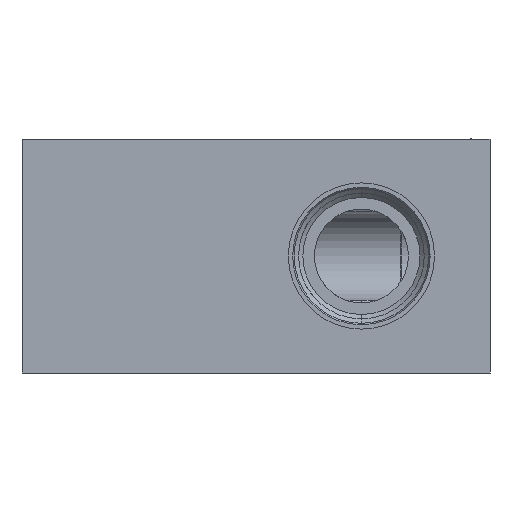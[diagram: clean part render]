
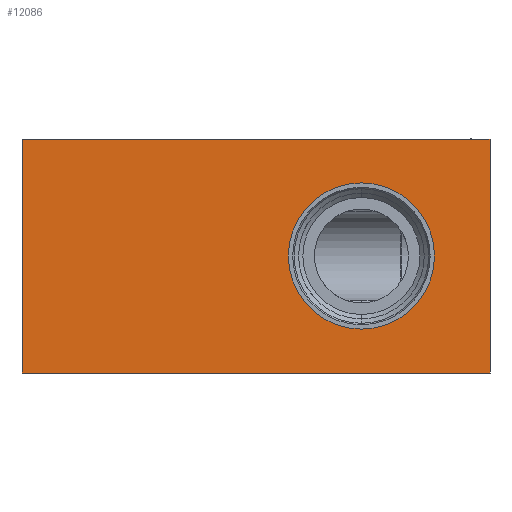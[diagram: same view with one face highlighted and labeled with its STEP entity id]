
A CAD part, front view. The second image highlights one B-rep face of the part: STEP entity #12086.
In plain terms, the highlighted planar face has unit normal (0, -1, 0).
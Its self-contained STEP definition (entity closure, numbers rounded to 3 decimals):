
#48 = ORIENTED_EDGE ( 'NONE', *, *, #4925, .T. ) ;
#401 = AXIS2_PLACEMENT_3D ( 'NONE', #15267, #17003, #16845 ) ;
#837 = CARTESIAN_POINT ( 'NONE',  ( 28.6, -82.55, 0. ) ) ;
#988 = ORIENTED_EDGE ( 'NONE', *, *, #15519, .F. ) ;
#1743 = CARTESIAN_POINT ( 'NONE',  ( 28.6, -82.55, -19.835 ) ) ;
#1996 = ORIENTED_EDGE ( 'NONE', *, *, #19478, .T. ) ;
#2038 = ORIENTED_EDGE ( 'NONE', *, *, #21558, .T. ) ;
#2051 = VERTEX_POINT ( 'NONE', #20344 ) ;
#2329 = CIRCLE ( 'NONE', #18876, 19.835 ) ;
#2768 = CARTESIAN_POINT ( 'NONE',  ( 63.5, -82.55, -31.75 ) ) ;
#3200 = DIRECTION ( 'NONE',  ( 0., 0., -1. ) ) ;
#3268 = CIRCLE ( 'NONE', #14055, 19.835 ) ;
#3572 = VERTEX_POINT ( 'NONE', #18391 ) ;
#3971 = DIRECTION ( 'NONE',  ( 0., 1., 0. ) ) ;
#4109 = CARTESIAN_POINT ( 'NONE',  ( -63.5, -82.55, 31.75 ) ) ;
#4111 = DIRECTION ( 'NONE',  ( 0., 0., 1. ) ) ;
#4282 = CARTESIAN_POINT ( 'NONE',  ( 28.6, -82.55, 19.835 ) ) ;
#4925 = EDGE_CURVE ( 'NONE', #18364, #17759, #2329, .T. ) ;
#5423 = EDGE_LOOP ( 'NONE', ( #2038, #48 ) ) ;
#5736 = LINE ( 'NONE', #8507, #15185 ) ;
#5988 = DIRECTION ( 'NONE',  ( 0., 0., -1. ) ) ;
#6155 = VECTOR ( 'NONE', #5988, 1000. ) ;
#6915 = DIRECTION ( 'NONE',  ( 1., 0., 0. ) ) ;
#6933 = ORIENTED_EDGE ( 'NONE', *, *, #11749, .T. ) ;
#6962 = VERTEX_POINT ( 'NONE', #13808 ) ;
#8507 = CARTESIAN_POINT ( 'NONE',  ( -63.5, -82.55, -31.75 ) ) ;
#8638 = EDGE_LOOP ( 'NONE', ( #6933, #988, #17815, #1996 ) ) ;
#8825 = FACE_BOUND ( 'NONE', #5423, .T. ) ;
#9658 = VECTOR ( 'NONE', #11146, 1000. ) ;
#11012 = CARTESIAN_POINT ( 'NONE',  ( 28.6, -82.55, 0. ) ) ;
#11146 = DIRECTION ( 'NONE',  ( 1., 0., 0. ) ) ;
#11149 = EDGE_CURVE ( 'NONE', #3572, #2051, #14346, .T. ) ;
#11299 = DIRECTION ( 'NONE',  ( 0., 1., 0. ) ) ;
#11749 = EDGE_CURVE ( 'NONE', #6962, #14494, #5736, .T. ) ;
#12086 = ADVANCED_FACE ( 'NONE', ( #8825, #16567 ), #14953, .F. ) ;
#12255 = LINE ( 'NONE', #4109, #6155 ) ;
#13808 = CARTESIAN_POINT ( 'NONE',  ( -63.5, -82.55, -31.75 ) ) ;
#14055 = AXIS2_PLACEMENT_3D ( 'NONE', #11012, #3971, #4111 ) ;
#14346 = LINE ( 'NONE', #18294, #9658 ) ;
#14494 = VERTEX_POINT ( 'NONE', #2768 ) ;
#14865 = LINE ( 'NONE', #18645, #20458 ) ;
#14953 = PLANE ( 'NONE',  #401 ) ;
#15185 = VECTOR ( 'NONE', #6915, 1000. ) ;
#15267 = CARTESIAN_POINT ( 'NONE',  ( -63.5, -82.55, 31.75 ) ) ;
#15519 = EDGE_CURVE ( 'NONE', #2051, #14494, #14865, .T. ) ;
#16567 = FACE_OUTER_BOUND ( 'NONE', #8638, .T. ) ;
#16845 = DIRECTION ( 'NONE',  ( 0., 0., 1. ) ) ;
#17003 = DIRECTION ( 'NONE',  ( 0., 1., 0. ) ) ;
#17759 = VERTEX_POINT ( 'NONE', #1743 ) ;
#17815 = ORIENTED_EDGE ( 'NONE', *, *, #11149, .F. ) ;
#18294 = CARTESIAN_POINT ( 'NONE',  ( -63.5, -82.55, 31.75 ) ) ;
#18364 = VERTEX_POINT ( 'NONE', #4282 ) ;
#18391 = CARTESIAN_POINT ( 'NONE',  ( -63.5, -82.55, 31.75 ) ) ;
#18645 = CARTESIAN_POINT ( 'NONE',  ( 63.5, -82.55, 31.75 ) ) ;
#18876 = AXIS2_PLACEMENT_3D ( 'NONE', #837, #11299, #22158 ) ;
#19478 = EDGE_CURVE ( 'NONE', #3572, #6962, #12255, .T. ) ;
#20344 = CARTESIAN_POINT ( 'NONE',  ( 63.5, -82.55, 31.75 ) ) ;
#20458 = VECTOR ( 'NONE', #3200, 1000. ) ;
#21558 = EDGE_CURVE ( 'NONE', #17759, #18364, #3268, .T. ) ;
#22158 = DIRECTION ( 'NONE',  ( 0., 0., 1. ) ) ;
